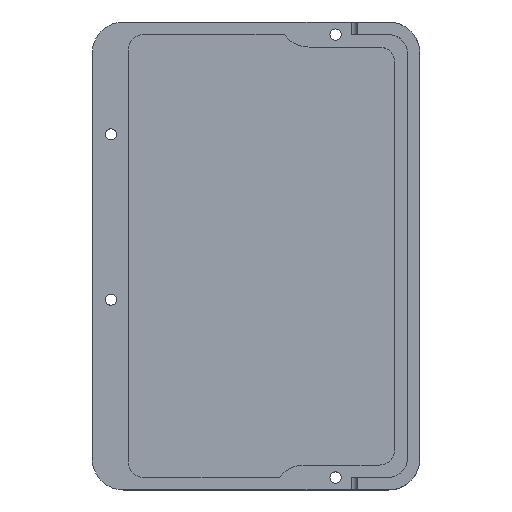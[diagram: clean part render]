
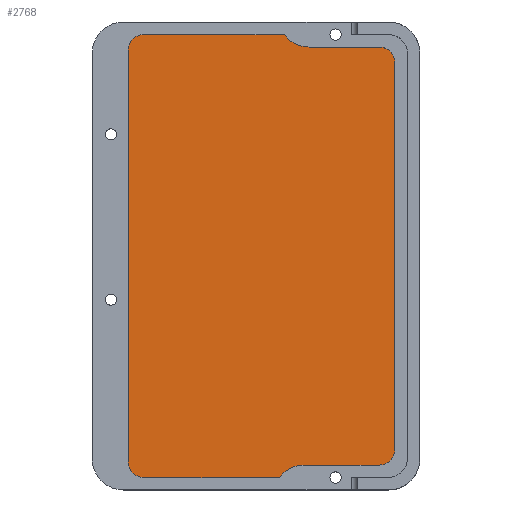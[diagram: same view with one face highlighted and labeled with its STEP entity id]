
A CAD part, top view. The second image highlights one B-rep face of the part: STEP entity #2768.
In plain terms, the highlighted planar face has unit normal (0, 0, 1).
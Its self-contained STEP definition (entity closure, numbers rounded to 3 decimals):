
#33 = DIRECTION ( 'NONE',  ( 1., 0., 0. ) ) ;
#90 = DIRECTION ( 'NONE',  ( 1., 0., 0. ) ) ;
#217 = EDGE_CURVE ( 'NONE', #11663, #6772, #8012, .T. ) ;
#305 = VECTOR ( 'NONE', #4768, 1000. ) ;
#315 = VERTEX_POINT ( 'NONE', #8078 ) ;
#363 = DIRECTION ( 'NONE',  ( -1., 0., 0. ) ) ;
#446 = CARTESIAN_POINT ( 'NONE',  ( 18.343, 76.329, 5. ) ) ;
#899 = VECTOR ( 'NONE', #9106, 1000. ) ;
#958 = CARTESIAN_POINT ( 'NONE',  ( -34.657, 70.329, 5. ) ) ;
#1193 = DIRECTION ( 'NONE',  ( 0., -1., 0. ) ) ;
#1210 = CARTESIAN_POINT ( 'NONE',  ( 18.343, 66.329, 5. ) ) ;
#1271 = AXIS2_PLACEMENT_3D ( 'NONE', #10674, #4576, #6790 ) ;
#1295 = DIRECTION ( 'NONE',  ( 0., 0., -1. ) ) ;
#1310 = EDGE_CURVE ( 'NONE', #3773, #4816, #9816, .T. ) ;
#1338 = CIRCLE ( 'NONE', #11787, 5. ) ;
#1368 = AXIS2_PLACEMENT_3D ( 'NONE', #10683, #12713, #1566 ) ;
#1416 = ORIENTED_EDGE ( 'NONE', *, *, #2514, .T. ) ;
#1566 = DIRECTION ( 'NONE',  ( 1., 0., 0. ) ) ;
#1604 = AXIS2_PLACEMENT_3D ( 'NONE', #11384, #5415, #363 ) ;
#1723 = ORIENTED_EDGE ( 'NONE', *, *, #7202, .T. ) ;
#1927 = ORIENTED_EDGE ( 'NONE', *, *, #7339, .T. ) ;
#2206 = CARTESIAN_POINT ( 'NONE',  ( 40.843, -67.671, 5. ) ) ;
#2265 = PLANE ( 'NONE',  #3572 ) ;
#2309 = VERTEX_POINT ( 'NONE', #3851 ) ;
#2371 = LINE ( 'NONE', #6496, #2509 ) ;
#2509 = VECTOR ( 'NONE', #4327, 1000. ) ;
#2514 = EDGE_CURVE ( 'NONE', #6915, #2309, #7009, .T. ) ;
#2549 = ORIENTED_EDGE ( 'NONE', *, *, #4539, .T. ) ;
#2756 = ORIENTED_EDGE ( 'NONE', *, *, #12255, .T. ) ;
#2768 = ADVANCED_FACE ( 'NONE', ( #7247 ), #2265, .T. ) ;
#2793 = DIRECTION ( 'NONE',  ( 1., 0., 0. ) ) ;
#2979 = CARTESIAN_POINT ( 'NONE',  ( 16.843, -77.671, 5. ) ) ;
#3493 = ORIENTED_EDGE ( 'NONE', *, *, #11075, .T. ) ;
#3572 = AXIS2_PLACEMENT_3D ( 'NONE', #2979, #6984, #33 ) ;
#3687 = CARTESIAN_POINT ( 'NONE',  ( 10.343, 70.329, 5. ) ) ;
#3773 = VERTEX_POINT ( 'NONE', #4216 ) ;
#3851 = CARTESIAN_POINT ( 'NONE',  ( 40.843, 66.329, 5. ) ) ;
#4216 = CARTESIAN_POINT ( 'NONE',  ( -34.657, -71.671, 5. ) ) ;
#4287 = ORIENTED_EDGE ( 'NONE', *, *, #4442, .T. ) ;
#4327 = DIRECTION ( 'NONE',  ( 0., 1., 0. ) ) ;
#4442 = EDGE_CURVE ( 'NONE', #4831, #315, #1338, .T. ) ;
#4539 = EDGE_CURVE ( 'NONE', #11687, #4831, #8182, .T. ) ;
#4576 = DIRECTION ( 'NONE',  ( 0., 0., -1. ) ) ;
#4626 = CARTESIAN_POINT ( 'NONE',  ( 16.843, -67.671, 5. ) ) ;
#4768 = DIRECTION ( 'NONE',  ( 1., 0., 0. ) ) ;
#4802 = EDGE_CURVE ( 'NONE', #7115, #11687, #9854, .T. ) ;
#4816 = VERTEX_POINT ( 'NONE', #7453 ) ;
#4831 = VERTEX_POINT ( 'NONE', #8318 ) ;
#4941 = CARTESIAN_POINT ( 'NONE',  ( 45.843, 61.329, 5. ) ) ;
#5121 = CARTESIAN_POINT ( 'NONE',  ( -39.657, -66.671, 5. ) ) ;
#5141 = VECTOR ( 'NONE', #10978, 1000. ) ;
#5415 = DIRECTION ( 'NONE',  ( 0., 0., 1. ) ) ;
#5558 = VERTEX_POINT ( 'NONE', #10213 ) ;
#5978 = EDGE_CURVE ( 'NONE', #2309, #7115, #10127, .T. ) ;
#6049 = EDGE_LOOP ( 'NONE', ( #2756, #8541, #8486, #3493, #1416, #12427, #6174, #2549, #4287, #1927, #1723, #10134 ) ) ;
#6054 = EDGE_CURVE ( 'NONE', #6772, #5558, #7860, .T. ) ;
#6174 = ORIENTED_EDGE ( 'NONE', *, *, #4802, .T. ) ;
#6496 = CARTESIAN_POINT ( 'NONE',  ( 45.843, 61.329, 5. ) ) ;
#6772 = VERTEX_POINT ( 'NONE', #2206 ) ;
#6790 = DIRECTION ( 'NONE',  ( 1., 0., 0. ) ) ;
#6915 = VERTEX_POINT ( 'NONE', #4941 ) ;
#6977 = CARTESIAN_POINT ( 'NONE',  ( 18.343, 66.329, 5. ) ) ;
#6984 = DIRECTION ( 'NONE',  ( 0., 0., 1. ) ) ;
#7009 = CIRCLE ( 'NONE', #1368, 5. ) ;
#7115 = VERTEX_POINT ( 'NONE', #1210 ) ;
#7202 = EDGE_CURVE ( 'NONE', #7709, #3773, #11025, .T. ) ;
#7247 = FACE_OUTER_BOUND ( 'NONE', #6049, .T. ) ;
#7330 = DIRECTION ( 'NONE',  ( 1., 0., 0. ) ) ;
#7339 = EDGE_CURVE ( 'NONE', #315, #7709, #10178, .T. ) ;
#7453 = CARTESIAN_POINT ( 'NONE',  ( 8.843, -71.671, 5. ) ) ;
#7555 = AXIS2_PLACEMENT_3D ( 'NONE', #446, #1295, #7330 ) ;
#7709 = VERTEX_POINT ( 'NONE', #11600 ) ;
#7714 = CARTESIAN_POINT ( 'NONE',  ( 8.843, -71.671, 5. ) ) ;
#7860 = CIRCLE ( 'NONE', #12283, 5. ) ;
#8012 = LINE ( 'NONE', #9729, #9190 ) ;
#8078 = CARTESIAN_POINT ( 'NONE',  ( -39.657, 65.329, 5. ) ) ;
#8182 = LINE ( 'NONE', #958, #899 ) ;
#8318 = CARTESIAN_POINT ( 'NONE',  ( -34.657, 70.329, 5. ) ) ;
#8486 = ORIENTED_EDGE ( 'NONE', *, *, #6054, .T. ) ;
#8541 = ORIENTED_EDGE ( 'NONE', *, *, #217, .T. ) ;
#9088 = CARTESIAN_POINT ( 'NONE',  ( 40.843, -62.671, 5. ) ) ;
#9106 = DIRECTION ( 'NONE',  ( -1., 0., 0. ) ) ;
#9190 = VECTOR ( 'NONE', #12739, 1000. ) ;
#9729 = CARTESIAN_POINT ( 'NONE',  ( 40.843, -67.671, 5. ) ) ;
#9816 = LINE ( 'NONE', #7714, #305 ) ;
#9845 = CIRCLE ( 'NONE', #1271, 10. ) ;
#9854 = CIRCLE ( 'NONE', #7555, 10. ) ;
#10127 = LINE ( 'NONE', #6977, #5141 ) ;
#10134 = ORIENTED_EDGE ( 'NONE', *, *, #1310, .T. ) ;
#10178 = LINE ( 'NONE', #5121, #12708 ) ;
#10213 = CARTESIAN_POINT ( 'NONE',  ( 45.843, -62.671, 5. ) ) ;
#10268 = DIRECTION ( 'NONE',  ( 0., 0., 1. ) ) ;
#10674 = CARTESIAN_POINT ( 'NONE',  ( 16.843, -77.671, 5. ) ) ;
#10683 = CARTESIAN_POINT ( 'NONE',  ( 40.843, 61.329, 5. ) ) ;
#10739 = DIRECTION ( 'NONE',  ( 0., 0., 1. ) ) ;
#10978 = DIRECTION ( 'NONE',  ( -1., 0., 0. ) ) ;
#11025 = CIRCLE ( 'NONE', #1604, 5. ) ;
#11075 = EDGE_CURVE ( 'NONE', #5558, #6915, #2371, .T. ) ;
#11384 = CARTESIAN_POINT ( 'NONE',  ( -34.657, -66.671, 5. ) ) ;
#11600 = CARTESIAN_POINT ( 'NONE',  ( -39.657, -66.671, 5. ) ) ;
#11663 = VERTEX_POINT ( 'NONE', #4626 ) ;
#11687 = VERTEX_POINT ( 'NONE', #3687 ) ;
#11787 = AXIS2_PLACEMENT_3D ( 'NONE', #12706, #10739, #2793 ) ;
#12255 = EDGE_CURVE ( 'NONE', #4816, #11663, #9845, .T. ) ;
#12283 = AXIS2_PLACEMENT_3D ( 'NONE', #9088, #10268, #90 ) ;
#12427 = ORIENTED_EDGE ( 'NONE', *, *, #5978, .T. ) ;
#12706 = CARTESIAN_POINT ( 'NONE',  ( -34.657, 65.329, 5. ) ) ;
#12708 = VECTOR ( 'NONE', #1193, 1000. ) ;
#12713 = DIRECTION ( 'NONE',  ( 0., 0., 1. ) ) ;
#12739 = DIRECTION ( 'NONE',  ( 1., 0., 0. ) ) ;
